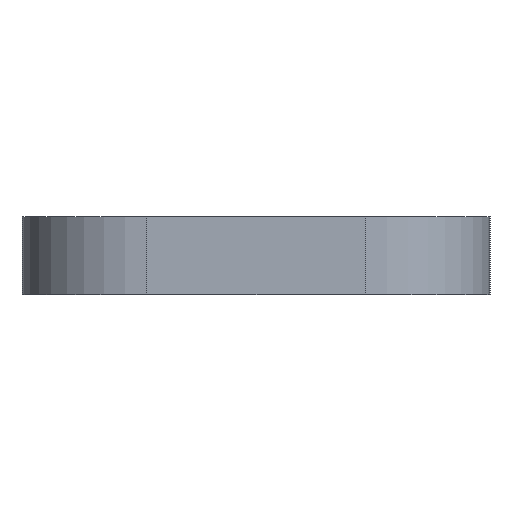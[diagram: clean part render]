
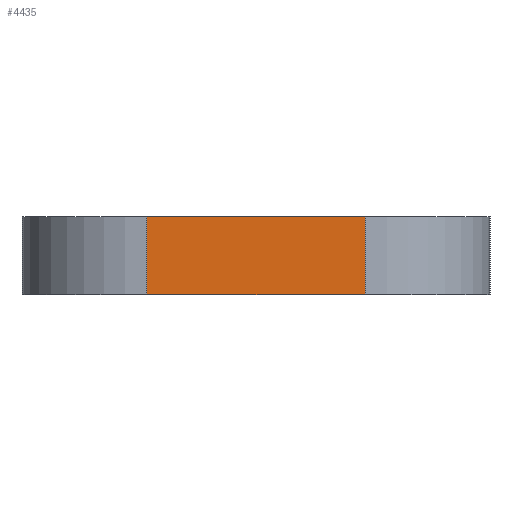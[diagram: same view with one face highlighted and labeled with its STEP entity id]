
A CAD part, left-side view. The second image highlights one B-rep face of the part: STEP entity #4435.
In plain terms, the highlighted planar face has unit normal (-1, 0, 0).
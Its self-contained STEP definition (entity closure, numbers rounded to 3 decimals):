
#542=PLANE('',#4551);
#757=FACE_OUTER_BOUND('',#1007,.T.);
#1007=EDGE_LOOP('',(#4174,#4175,#4176,#4177));
#1024=LINE('',#5138,#1399);
#1104=LINE('',#5862,#1479);
#1107=LINE('',#5869,#1482);
#1108=LINE('',#5871,#1483);
#1399=VECTOR('',#4573,10.);
#1479=VECTOR('',#4667,10.);
#1482=VECTOR('',#4676,10.);
#1483=VECTOR('',#4679,10.);
#1783=VERTEX_POINT('',#5135);
#1784=VERTEX_POINT('',#5137);
#2004=VERTEX_POINT('',#5860);
#2005=VERTEX_POINT('',#5867);
#2229=EDGE_CURVE('',#1783,#1784,#1024,.T.);
#2452=EDGE_CURVE('',#2004,#1783,#1104,.T.);
#2456=EDGE_CURVE('',#1784,#2005,#1107,.T.);
#2457=EDGE_CURVE('',#2005,#2004,#1108,.T.);
#4174=ORIENTED_EDGE('',*,*,#2452,.F.);
#4175=ORIENTED_EDGE('',*,*,#2457,.F.);
#4176=ORIENTED_EDGE('',*,*,#2456,.F.);
#4177=ORIENTED_EDGE('',*,*,#2229,.F.);
#4435=ADVANCED_FACE('',(#757),#542,.T.);
#4551=AXIS2_PLACEMENT_3D('',#7801,#5103,#5104);
#4573=DIRECTION('',(0.,-1.,0.));
#4667=DIRECTION('',(0.,0.,1.));
#4676=DIRECTION('',(0.,0.,-1.));
#4679=DIRECTION('',(0.,1.,0.));
#5103=DIRECTION('center_axis',(-1.,0.,0.));
#5104=DIRECTION('ref_axis',(0.,1.,0.));
#5135=CARTESIAN_POINT('',(0.,22.,0.));
#5137=CARTESIAN_POINT('',(0.,8.,0.));
#5138=CARTESIAN_POINT('',(0.,30.,0.));
#5860=CARTESIAN_POINT('',(0.,22.,-5.));
#5862=CARTESIAN_POINT('',(0.,22.,0.));
#5867=CARTESIAN_POINT('',(0.,8.,-5.));
#5869=CARTESIAN_POINT('',(0.,8.,0.));
#5871=CARTESIAN_POINT('',(0.,30.,-5.));
#7801=CARTESIAN_POINT('Origin',(0.,0.,0.));
